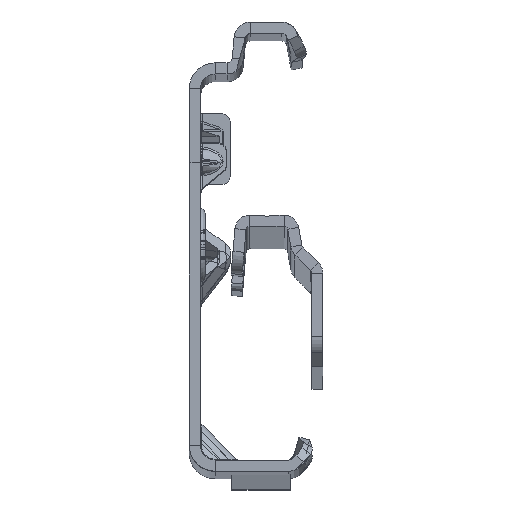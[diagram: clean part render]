
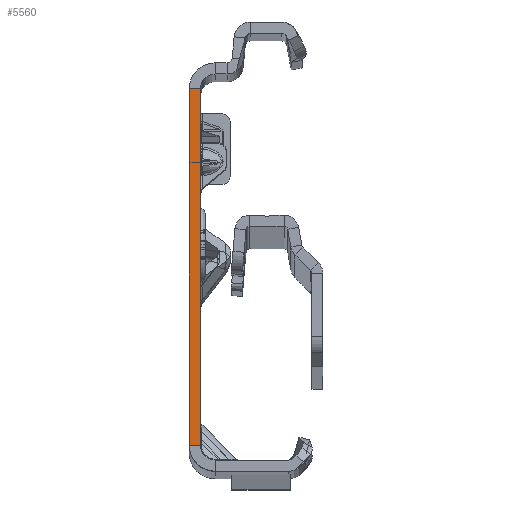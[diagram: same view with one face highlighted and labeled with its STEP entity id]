
A CAD part, top view. The second image highlights one B-rep face of the part: STEP entity #5560.
In plain terms, the highlighted planar face has unit normal (0, 0, 1).
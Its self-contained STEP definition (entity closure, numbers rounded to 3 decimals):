
#5004 = VERTEX_POINT ( 'NONE', #53571 ) ;
#5560 = ADVANCED_FACE ( 'NONE', ( #50009 ), #45313, .T. ) ;
#6417 = DIRECTION ( 'NONE',  ( 0., -1., 0. ) ) ;
#6841 = DIRECTION ( 'NONE',  ( -1., 0., 0. ) ) ;
#7355 = CARTESIAN_POINT ( 'NONE',  ( -1.5, -27.865, 0. ) ) ;
#7774 = ORIENTED_EDGE ( 'NONE', *, *, #12884, .T. ) ;
#10322 = ORIENTED_EDGE ( 'NONE', *, *, #52490, .F. ) ;
#12658 = CARTESIAN_POINT ( 'NONE',  ( 0., -25.865, 0. ) ) ;
#12884 = EDGE_CURVE ( 'NONE', #5004, #50424, #46091, .T. ) ;
#13319 = EDGE_LOOP ( 'NONE', ( #47352, #7774, #35415, #10322 ) ) ;
#16428 = CARTESIAN_POINT ( 'NONE',  ( 0., 22.135, 0. ) ) ;
#17395 = VECTOR ( 'NONE', #6841, 1000. ) ;
#20345 = DIRECTION ( 'NONE',  ( -1., 0., 0. ) ) ;
#23324 = LINE ( 'NONE', #48566, #28262 ) ;
#24613 = EDGE_CURVE ( 'NONE', #50424, #48309, #30008, .T. ) ;
#25514 = AXIS2_PLACEMENT_3D ( 'NONE', #7355, #28984, #41975 ) ;
#26280 = EDGE_CURVE ( 'NONE', #5004, #30031, #23324, .T. ) ;
#28262 = VECTOR ( 'NONE', #6417, 1000. ) ;
#28984 = DIRECTION ( 'NONE',  ( 0., 0., 1. ) ) ;
#30008 = LINE ( 'NONE', #33636, #45062 ) ;
#30031 = VERTEX_POINT ( 'NONE', #12658 ) ;
#32351 = CARTESIAN_POINT ( 'NONE',  ( 0., -25.865, 0. ) ) ;
#33504 = VECTOR ( 'NONE', #20345, 1000. ) ;
#33636 = CARTESIAN_POINT ( 'NONE',  ( -1.5, -27.865, 0. ) ) ;
#35415 = ORIENTED_EDGE ( 'NONE', *, *, #24613, .T. ) ;
#41481 = LINE ( 'NONE', #32351, #17395 ) ;
#41975 = DIRECTION ( 'NONE',  ( 1., 0., 0. ) ) ;
#44946 = CARTESIAN_POINT ( 'NONE',  ( -1.5, -25.865, 0. ) ) ;
#45062 = VECTOR ( 'NONE', #50200, 1000. ) ;
#45313 = PLANE ( 'NONE',  #25514 ) ;
#46091 = LINE ( 'NONE', #16428, #33504 ) ;
#47352 = ORIENTED_EDGE ( 'NONE', *, *, #26280, .F. ) ;
#48309 = VERTEX_POINT ( 'NONE', #44946 ) ;
#48566 = CARTESIAN_POINT ( 'NONE',  ( 0., -27.865, 0. ) ) ;
#49937 = CARTESIAN_POINT ( 'NONE',  ( -1.5, 22.135, 0. ) ) ;
#50009 = FACE_OUTER_BOUND ( 'NONE', #13319, .T. ) ;
#50200 = DIRECTION ( 'NONE',  ( 0., -1., 0. ) ) ;
#50424 = VERTEX_POINT ( 'NONE', #49937 ) ;
#52490 = EDGE_CURVE ( 'NONE', #30031, #48309, #41481, .T. ) ;
#53571 = CARTESIAN_POINT ( 'NONE',  ( 0., 22.135, 0. ) ) ;
